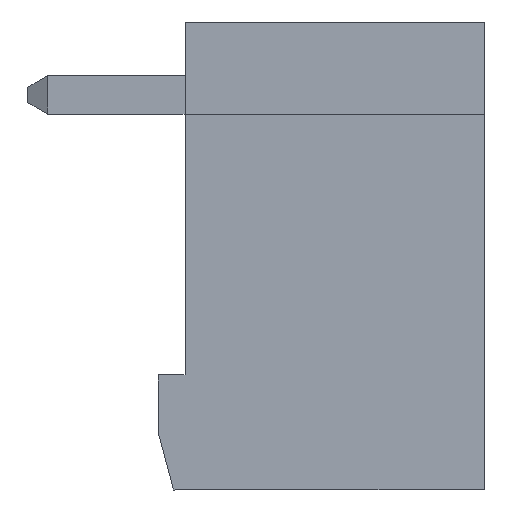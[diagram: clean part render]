
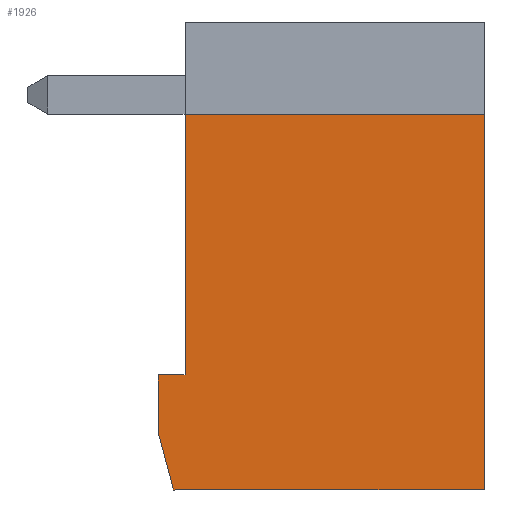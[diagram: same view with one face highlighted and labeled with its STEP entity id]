
A CAD part, front view. The second image highlights one B-rep face of the part: STEP entity #1926.
In plain terms, the highlighted planar face has unit normal (0, -1, 0).
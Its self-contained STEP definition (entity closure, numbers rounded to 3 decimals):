
#1926 = ADVANCED_FACE( '', ( #3923 ), #3924, .F. );
#3923 = FACE_OUTER_BOUND( '', #5933, .T. );
#3924 = PLANE( '', #5934 );
#5933 = EDGE_LOOP( '', ( #11547, #11548, #11549, #11550, #11551, #11552, #11553 ) );
#5934 = AXIS2_PLACEMENT_3D( '', #11554, #11555, #11556 );
#11547 = ORIENTED_EDGE( '', *, *, #13392, .F. );
#11548 = ORIENTED_EDGE( '', *, *, #12506, .F. );
#11549 = ORIENTED_EDGE( '', *, *, #13179, .F. );
#11550 = ORIENTED_EDGE( '', *, *, #13912, .F. );
#11551 = ORIENTED_EDGE( '', *, *, #12185, .F. );
#11552 = ORIENTED_EDGE( '', *, *, #13303, .F. );
#11553 = ORIENTED_EDGE( '', *, *, #13932, .F. );
#11554 = CARTESIAN_POINT( '', ( 9.301, 25.85, -9.8 ) );
#11555 = DIRECTION( '', ( 0., 1., 0. ) );
#11556 = DIRECTION( '', ( 1., 0., 0. ) );
#12185 = EDGE_CURVE( '', #14751, #14753, #14754, .T. );
#12506 = EDGE_CURVE( '', #15281, #15283, #15284, .T. );
#13179 = EDGE_CURVE( '', #16276, #15281, #16278, .T. );
#13303 = EDGE_CURVE( '', #16438, #14751, #16440, .T. );
#13392 = EDGE_CURVE( '', #15283, #16520, #16552, .T. );
#13912 = EDGE_CURVE( '', #14753, #16276, #17129, .T. );
#13932 = EDGE_CURVE( '', #16520, #16438, #17149, .T. );
#14751 = VERTEX_POINT( '', #18329 );
#14753 = VERTEX_POINT( '', #18332 );
#14754 = LINE( '', #18333, #18334 );
#15281 = VERTEX_POINT( '', #19101 );
#15283 = VERTEX_POINT( '', #19104 );
#15284 = LINE( '', #19105, #19106 );
#16276 = VERTEX_POINT( '', #20587 );
#16278 = LINE( '', #20590, #20591 );
#16438 = VERTEX_POINT( '', #20831 );
#16440 = LINE( '', #20834, #20835 );
#16520 = VERTEX_POINT( '', #20959 );
#16552 = LINE( '', #21013, #21014 );
#17129 = LINE( '', #21865, #21866 );
#17149 = LINE( '', #21891, #21892 );
#18329 = CARTESIAN_POINT( '', ( 10., 25.85, -6.8 ) );
#18332 = CARTESIAN_POINT( '', ( 10., 25.85, 0. ) );
#18333 = CARTESIAN_POINT( '', ( 10., 25.85, 0. ) );
#18334 = VECTOR( '', #22325, 1000. );
#19101 = CARTESIAN_POINT( '', ( 17.801, 25.85, -9.8 ) );
#19104 = CARTESIAN_POINT( '', ( 9.701, 25.85, -9.8 ) );
#19105 = CARTESIAN_POINT( '', ( 16.303, 25.85, -9.8 ) );
#19106 = VECTOR( '', #22630, 1000. );
#20587 = CARTESIAN_POINT( '', ( 17.801, 25.85, 0. ) );
#20590 = CARTESIAN_POINT( '', ( 17.801, 25.85, -9.8 ) );
#20591 = VECTOR( '', #23217, 1000. );
#20831 = CARTESIAN_POINT( '', ( 9.301, 25.85, -6.8 ) );
#20834 = CARTESIAN_POINT( '', ( 9.901, 25.85, -6.8 ) );
#20835 = VECTOR( '', #23311, 1000. );
#20959 = CARTESIAN_POINT( '', ( 9.301, 25.85, -8.307 ) );
#21013 = CARTESIAN_POINT( '', ( 9.301, 25.85, -8.307 ) );
#21014 = VECTOR( '', #23378, 1000. );
#21865 = CARTESIAN_POINT( '', ( 17.801, 25.85, 0. ) );
#21866 = VECTOR( '', #23665, 1000. );
#21891 = CARTESIAN_POINT( '', ( 9.301, 25.85, -6.8 ) );
#21892 = VECTOR( '', #23671, 1000. );
#22325 = DIRECTION( '', ( 0., 0., 1. ) );
#22630 = DIRECTION( '', ( -1., 0., 0. ) );
#23217 = DIRECTION( '', ( 0., 0., -1. ) );
#23311 = DIRECTION( '', ( 1., 0., 0. ) );
#23378 = DIRECTION( '', ( -0.259, 0., 0.966 ) );
#23665 = DIRECTION( '', ( 1., 0., 0. ) );
#23671 = DIRECTION( '', ( 0., 0., 1. ) );
